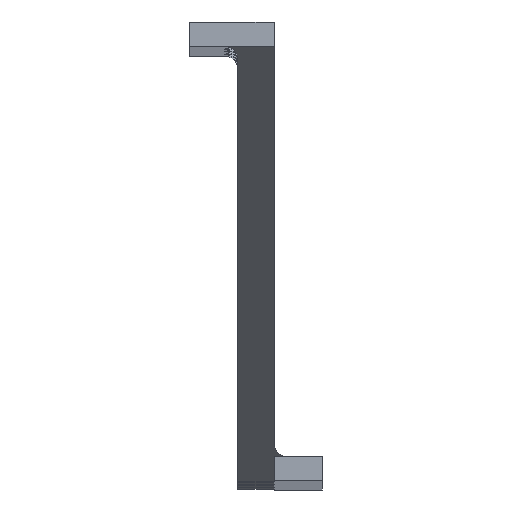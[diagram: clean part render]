
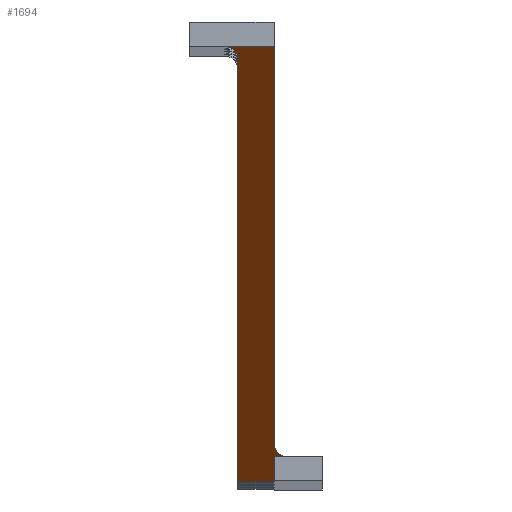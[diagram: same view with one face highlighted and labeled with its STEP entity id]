
A CAD part, top view. The second image highlights one B-rep face of the part: STEP entity #1694.
In plain terms, the highlighted planar face has unit normal (0, -0.748, 0.664).
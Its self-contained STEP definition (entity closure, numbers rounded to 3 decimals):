
#260=CARTESIAN_POINT('POINT22',(2.381,-19.05,
   697.63));
#261=VERTEX_POINT('VERTEX22',#260);
#949=CARTESIAN_POINT('POINT62',(2.381,-14.046,
   703.266));
#950=VERTEX_POINT('VERTEX62',#949);
#957=CARTESIAN_POINT('POINT63',(4.21,-15.875,
   701.206));
#958=VERTEX_POINT('VERTEX63',#957);
#959=(BOUNDED_CURVE() B_SPLINE_CURVE(3,(#960,#961,#962,#963,#964,#965,
   #966,#967),.UNSPECIFIED.,.F.,.F.) B_SPLINE_CURVE_WITH_KNOTS((4,1,1,1,
   1,4),(0.,0.207,0.411,
   0.61,0.807,1.),.UNSPECIFIED.) 
   CURVE() GEOMETRIC_REPRESENTATION_ITEM() RATIONAL_B_SPLINE_CURVE((
   1.,1.,1.,1.,1.,1.,1.,
   1.)) REPRESENTATION_ITEM('SPLINE_CRV11'));
#960=CARTESIAN_POINT('',(2.381,-14.046,
   703.266));
#961=CARTESIAN_POINT('',(2.384,-14.252,
   703.034));
#962=CARTESIAN_POINT('',(2.446,-14.635,
   702.603));
#963=CARTESIAN_POINT('',(2.71,-15.141,
   702.033));
#964=CARTESIAN_POINT('',(3.109,-15.545,
   701.578));
#965=CARTESIAN_POINT('',(3.64,-15.816,
   701.273));
#966=CARTESIAN_POINT('',(4.014,-15.873,
   701.208));
#967=CARTESIAN_POINT('',(4.21,-15.875,
   701.206));
#968=EDGE_CURVE('EDGE93',#950,#958,#959,.T.);
#1022=CARTESIAN_POINT('POINT65',(2.381,-15.875,
   701.206));
#1023=VERTEX_POINT('VERTEX65',#1022);
#1024=CARTESIAN_POINT('POS110',(4.21,-15.875,
   701.206));
#1025=DIRECTION('DIR135',(-1.,0.,0.));
#1026=VECTOR('VEC85',#1025,25.4);
#1027=LINE('STRAIGHT85',#1024,#1026);
#1028=EDGE_CURVE('EDGE97',#958,#1023,#1027,.T.);
#1055=CARTESIAN_POINT('POS114',(2.381,-19.05,
   697.63));
#1056=DIRECTION('DIR140',(0.,0.664,
   0.748));
#1057=VECTOR('VEC88',#1056,25.4);
#1058=LINE('STRAIGHT88',#1055,#1057);
#1059=EDGE_CURVE('EDGE100',#261,#1023,#1058,.T.);
#1072=CARTESIAN_POINT('POINT66',(-2.381,-19.05,
   697.63));
#1073=VERTEX_POINT('VERTEX66',#1072);
#1074=CARTESIAN_POINT('POS116',(-2.381,-19.05,
   697.63));
#1075=DIRECTION('DIR143',(1.,0.,0.));
#1076=VECTOR('VEC89',#1075,25.4);
#1077=LINE('STRAIGHT89',#1074,#1076);
#1078=EDGE_CURVE('EDGE101',#1073,#261,#1077,.T.);
#1226=CARTESIAN_POINT('POINT80',(-2.381,36.271,
   759.94));
#1227=VERTEX_POINT('VERTEX80',#1226);
#1228=CARTESIAN_POINT('POS134',(-2.381,-19.05,
   697.63));
#1229=DIRECTION('DIR163',(0.,0.664,
   0.748));
#1230=VECTOR('VEC105',#1229,25.4);
#1231=LINE('STRAIGHT105',#1228,#1230);
#1232=EDGE_CURVE('EDGE117',#1073,#1227,#1231,.T.);
#1623=CARTESIAN_POINT('POINT117',(2.381,38.1,762.));
#1624=VERTEX_POINT('VERTEX117',#1623);
#1631=CARTESIAN_POINT('POS183',(2.381,-14.046,
   703.266));
#1632=DIRECTION('DIR217',(0.,0.664,
   0.748));
#1633=VECTOR('VEC149',#1632,25.4);
#1634=LINE('STRAIGHT149',#1631,#1633);
#1635=EDGE_CURVE('EDGE162',#950,#1624,#1634,.T.);
#1662=ORIENTED_EDGE('COEDGE273',*,*,#1078,.T.);
#1663=ORIENTED_EDGE('COEDGE274',*,*,#1059,.T.);
#1664=ORIENTED_EDGE('COEDGE275',*,*,#1028,.F.);
#1665=ORIENTED_EDGE('COEDGE276',*,*,#968,.F.);
#1666=ORIENTED_EDGE('COEDGE277',*,*,#1635,.T.);
#1667=CARTESIAN_POINT('POINT118',(-4.21,38.1,
   762.));
#1668=VERTEX_POINT('VERTEX118',#1667);
#1669=CARTESIAN_POINT('POS185',(-4.21,38.1,
   762.));
#1670=DIRECTION('DIR220',(1.,0.,0.));
#1671=VECTOR('VEC150',#1670,25.4);
#1672=LINE('STRAIGHT150',#1669,#1671);
#1673=EDGE_CURVE('EDGE163',#1668,#1624,#1672,.T.);
#1674=ORIENTED_EDGE('COEDGE278',*,*,#1673,.F.);
#1675=(BOUNDED_CURVE() B_SPLINE_CURVE(3,(#1676,#1677,#1678,#1679,#1680,
   #1681,#1682,#1683),.UNSPECIFIED.,.F.,.F.) B_SPLINE_CURVE_WITH_KNOTS((
   4,1,1,1,1,4),(0.,0.207,0.411,
   0.61,0.807,1.),.UNSPECIFIED.) 
   CURVE() GEOMETRIC_REPRESENTATION_ITEM() RATIONAL_B_SPLINE_CURVE((
   1.,1.,1.,1.,1.,1.,1.,
   1.)) REPRESENTATION_ITEM('SPLINE_CRV14'));
#1676=CARTESIAN_POINT('',(-2.381,36.271,
   759.94));
#1677=CARTESIAN_POINT('',(-2.384,36.477,
   760.172));
#1678=CARTESIAN_POINT('',(-2.446,36.86,
   760.604));
#1679=CARTESIAN_POINT('',(-2.71,37.366,
   761.174));
#1680=CARTESIAN_POINT('',(-3.109,37.77,
   761.628));
#1681=CARTESIAN_POINT('',(-3.64,38.041,
   761.934));
#1682=CARTESIAN_POINT('',(-4.014,38.098,
   761.998));
#1683=CARTESIAN_POINT('',(-4.21,38.1,762.));
#1684=EDGE_CURVE('EDGE164',#1227,#1668,#1675,.T.);
#1685=ORIENTED_EDGE('COEDGE279',*,*,#1684,.F.);
#1686=ORIENTED_EDGE('COEDGE280',*,*,#1232,.F.);
#1687=EDGE_LOOP('NONE',(#1662,#1663,#1664,#1665,#1666,#1674,#1685,#1686)
   );
#1688=FACE_BOUND('LOOP1',#1687,.T.);
#1689=CARTESIAN_POINT('POS186',(2.381,-19.05,
   697.63));
#1690=DIRECTION('DIR221',(0.,0.748,
   -0.664));
#1691=DIRECTION('DIR222',(1.,0.,0.));
#1692=AXIS2_PLACEMENT_3D('AXIS36',#1689,#1690,#1691);
#1693=PLANE('PLANE30',#1692);
#1694=ADVANCED_FACE('FACE36',(#1688),#1693,.F.);
